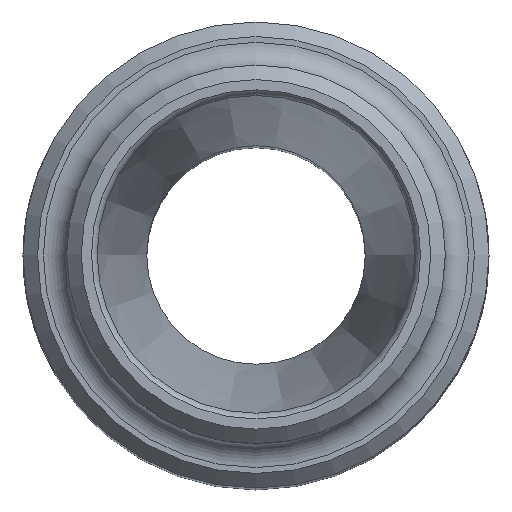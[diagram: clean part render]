
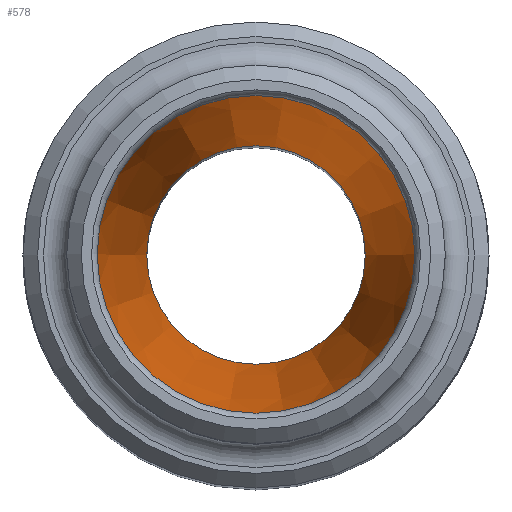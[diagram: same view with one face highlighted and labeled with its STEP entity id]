
A CAD part, top view. The second image highlights one B-rep face of the part: STEP entity #578.
In plain terms, the highlighted conical face has half-angle 8 degrees and reference radius 3.75 mm.
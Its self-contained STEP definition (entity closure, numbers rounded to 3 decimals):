
#29=CONICAL_SURFACE('',#637,3.75,0.14);
#53=CIRCLE('',#614,3.75);
#62=CIRCLE('',#638,5.454);
#131=ORIENTED_EDGE('',*,*,#180,.T.);
#132=ORIENTED_EDGE('',*,*,#167,.F.);
#167=EDGE_CURVE('',#205,#205,#53,.T.);
#180=EDGE_CURVE('',#214,#214,#62,.T.);
#205=VERTEX_POINT('',#823);
#214=VERTEX_POINT('',#860);
#283=EDGE_LOOP('',(#131));
#284=EDGE_LOOP('',(#132));
#335=FACE_BOUND('',#283,.T.);
#336=FACE_BOUND('',#284,.T.);
#578=ADVANCED_FACE('',(#335,#336),#29,.F.);
#614=AXIS2_PLACEMENT_3D('',#822,#702,#703);
#637=AXIS2_PLACEMENT_3D('',#858,#752,#753);
#638=AXIS2_PLACEMENT_3D('',#859,#754,#755);
#702=DIRECTION('',(0.,0.,1.));
#703=DIRECTION('',(1.,0.,0.));
#752=DIRECTION('',(0.,0.,1.));
#753=DIRECTION('',(-1.,0.,0.));
#754=DIRECTION('',(0.,0.,1.));
#755=DIRECTION('',(1.,0.,0.));
#822=CARTESIAN_POINT('',(0.,0.,19.548));
#823=CARTESIAN_POINT('',(3.75,0.,19.548));
#858=CARTESIAN_POINT('',(0.,0.,19.548));
#859=CARTESIAN_POINT('',(0.,0.,31.67));
#860=CARTESIAN_POINT('',(5.454,0.,31.67));
